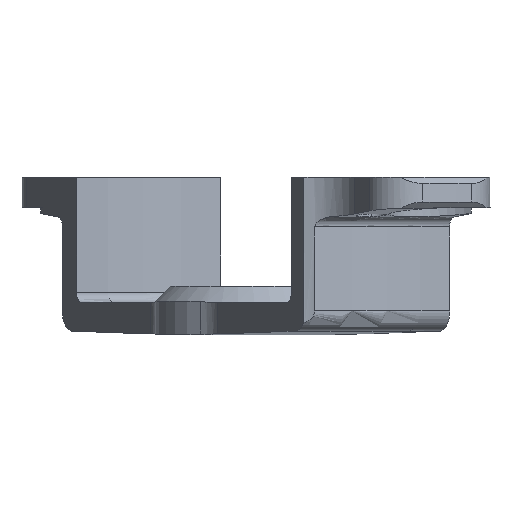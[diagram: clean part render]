
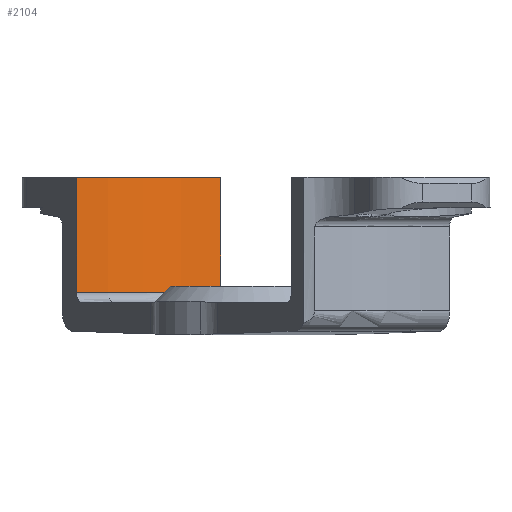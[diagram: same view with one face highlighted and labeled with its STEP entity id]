
A CAD part, front view. The second image highlights one B-rep face of the part: STEP entity #2104.
In plain terms, the highlighted cylindrical face has radius 12.5 mm (diameter 25 mm), a partial arc.
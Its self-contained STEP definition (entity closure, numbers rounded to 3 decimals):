
#420=CARTESIAN_POINT('',(0.,0.,0.));
#421=DIRECTION('',(0.,0.,-1.));
#422=DIRECTION('',(-0.712,0.702,0.));
#423=AXIS2_PLACEMENT_3D('',#420,#421,#422);
#832=DIRECTION('',(0.,0.,-1.));
#833=VECTOR('',#832,5.7);
#834=CARTESIAN_POINT('',(-8.897,8.78,0.));
#835=LINE('',#834,#833);
#836=DIRECTION('',(0.,0.,-1.));
#837=VECTOR('',#836,5.7);
#838=CARTESIAN_POINT('',(-1.751,12.377,0.));
#839=LINE('',#838,#837);
#840=CARTESIAN_POINT('',(0.,0.,-5.7));
#841=DIRECTION('',(0.,0.,1.));
#842=DIRECTION('',(-0.14,0.99,0.));
#843=AXIS2_PLACEMENT_3D('',#840,#841,#842);
#1109=CARTESIAN_POINT('',(-8.897,8.78,0.));
#1110=CARTESIAN_POINT('',(-8.897,8.78,-5.7));
#1111=VERTEX_POINT('',#1109);
#1112=VERTEX_POINT('',#1110);
#1113=CARTESIAN_POINT('',(-1.751,12.377,0.));
#1114=CARTESIAN_POINT('',(-1.751,12.377,-5.7));
#1115=VERTEX_POINT('',#1113);
#1116=VERTEX_POINT('',#1114);
#2093=CARTESIAN_POINT('',(0.,0.,-8.19));
#2094=DIRECTION('',(0.,0.,1.));
#2095=DIRECTION('',(0.,1.,0.));
#2096=AXIS2_PLACEMENT_3D('',#2093,#2094,#2095);
#2097=CYLINDRICAL_SURFACE('',#2096,12.5);
#2098=ORIENTED_EDGE('',*,*,#1562,.F.);
#2099=ORIENTED_EDGE('',*,*,#1687,.T.);
#2100=ORIENTED_EDGE('',*,*,#2064,.T.);
#2101=ORIENTED_EDGE('',*,*,#2088,.T.);
#2102=EDGE_LOOP('',(#2098,#2099,#2100,#2101));
#2103=FACE_OUTER_BOUND('',#2102,.F.);
#2104=ADVANCED_FACE('',(#2103),#2097,.F.);
#424=CIRCLE('',#423,12.5);
#844=CIRCLE('',#843,12.5);
#1562=EDGE_CURVE('',#1111,#1112,#835,.T.);
#1687=EDGE_CURVE('',#1111,#1115,#424,.T.);
#2064=EDGE_CURVE('',#1115,#1116,#839,.T.);
#2088=EDGE_CURVE('',#1116,#1112,#844,.T.);
